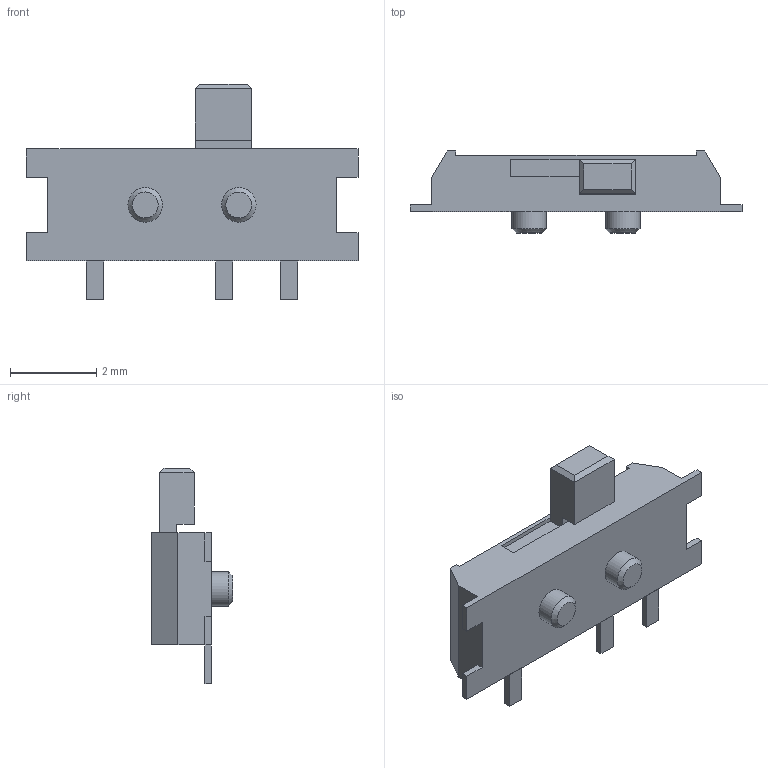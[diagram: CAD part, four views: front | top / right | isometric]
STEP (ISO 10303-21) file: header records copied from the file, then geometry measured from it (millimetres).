
FILE_DESCRIPTION(/* description */ (''),/* implementation_level */ '2;1');
FILE_NAME(/* name */ 'Switch_ON-OFF.step',/* time_stamp */ '2019-03-04T19:38:40+01:00',/* author */ (''),/* organization */ (''),/* preprocessor_version */ 'ST-DEVELOPER v17.2',/* originating_system */ 'Autodesk Translation Framework v7.6.0.251',/* authorisation */ '');
FILE_SCHEMA (('AUTOMOTIVE_DESIGN { 1 0 10303 214 3 1 1 }'));
Length unit declared in the file: millimetre
Products named in the file (1): Switch_ON-OFF
Bounding box: 7.7 x 1.9 x 5 mm (x, y, z)
Volume: 24.6 mm3; surface area: 74.5 mm2
Topology: 4 solids, 4 shells, 63 faces, 148 edges, 96 vertices
Faces by surface type: plane 59, cone 2, cylinder 2
Full cylindrical faces by diameter (mm): 0.8 x2
Entity records: 1794 total; most frequent: CARTESIAN_POINT 308, ORIENTED_EDGE 296, DIRECTION 282, EDGE_CURVE 148, LINE 142, VECTOR 142, VERTEX_POINT 96, AXIS2_PLACEMENT_3D 70
